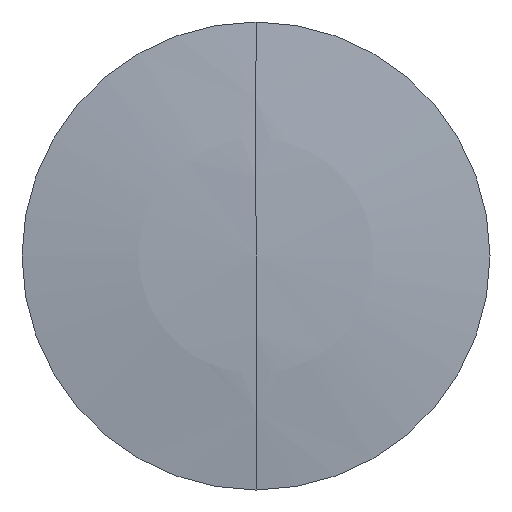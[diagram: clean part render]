
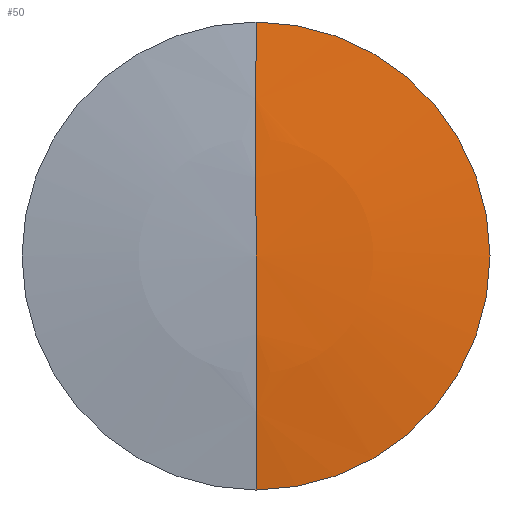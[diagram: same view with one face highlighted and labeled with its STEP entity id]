
A CAD part, left-side view. The second image highlights one B-rep face of the part: STEP entity #50.
In plain terms, the highlighted spherical face has radius 85 mm.
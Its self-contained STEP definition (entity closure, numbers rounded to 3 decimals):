
#50=ADVANCED_FACE('',(#116),#117,.T.);
#116=FACE_OUTER_BOUND('',#196,.T.);
#117=SPHERICAL_SURFACE('',#197,85.0);
#196=EDGE_LOOP('',(#275,#276,#277));
#197=AXIS2_PLACEMENT_3D('',#278,#279,#280);
#275=ORIENTED_EDGE('',*,*,#484,.F.);
#276=ORIENTED_EDGE('',*,*,#485,.F.);
#277=ORIENTED_EDGE('',*,*,#486,.F.);
#278=CARTESIAN_POINT('',(75.0,0.0,0.));
#279=DIRECTION('',(1.0,0.0,0.0));
#280=DIRECTION('',(0.0,0.0,1.0));
#484=EDGE_CURVE('',#570,#571,#572,.T.);
#485=EDGE_CURVE('',#573,#570,#574,.T.);
#486=EDGE_CURVE('',#571,#573,#575,.T.);
#570=VERTEX_POINT('',#691);
#571=VERTEX_POINT('',#692);
#572=CIRCLE('',#693,85.0);
#573=VERTEX_POINT('',#694);
#574=CIRCLE('',#695,12.668);
#575=CIRCLE('',#696,85.0);
#691=CARTESIAN_POINT('',(-9.051,0.,-12.668));
#692=CARTESIAN_POINT('',(-10.0,0.0,0.));
#693=AXIS2_PLACEMENT_3D('',#1048,#1049,#1050);
#694=CARTESIAN_POINT('',(-9.051,0.0,12.668));
#695=AXIS2_PLACEMENT_3D('',#1051,#1052,#1053);
#696=AXIS2_PLACEMENT_3D('',#1054,#1055,#1056);
#1048=CARTESIAN_POINT('',(75.0,0.0,0.));
#1049=DIRECTION('',(-0.0,1.0,0.));
#1050=DIRECTION('',(0.0,0.,-1.0));
#1051=CARTESIAN_POINT('',(-9.051,0.0,0.));
#1052=DIRECTION('',(1.0,0.0,0.0));
#1053=DIRECTION('',(0.0,0.0,-1.0));
#1054=CARTESIAN_POINT('',(75.0,0.0,0.));
#1055=DIRECTION('',(-0.0,1.0,0.));
#1056=DIRECTION('',(0.0,0.,-1.0));
